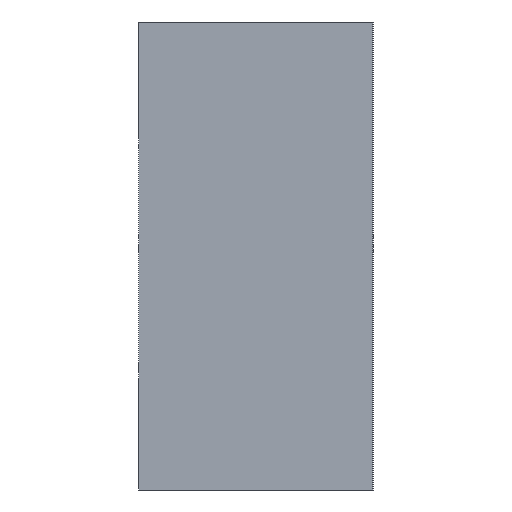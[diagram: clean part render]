
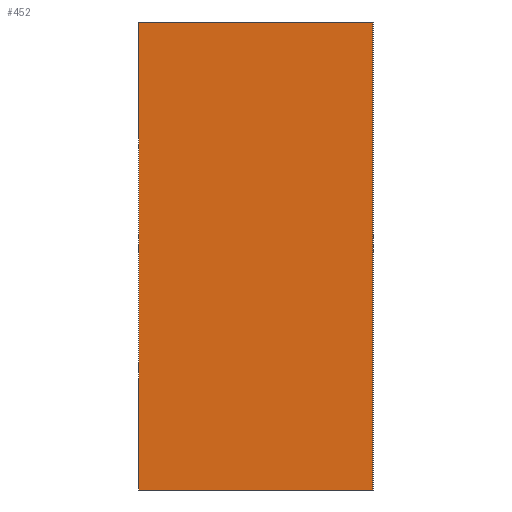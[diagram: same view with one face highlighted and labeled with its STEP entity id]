
A CAD part, left-side view. The second image highlights one B-rep face of the part: STEP entity #452.
In plain terms, the highlighted planar face has unit normal (-1, 0, 0).
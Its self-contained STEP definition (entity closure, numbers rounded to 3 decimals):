
#6 = DIRECTION ( 'NONE',  ( 0., 0., 1. ) ) ;
#80 = LINE ( 'NONE', #584, #901 ) ;
#90 = CARTESIAN_POINT ( 'NONE',  ( 0., 100., 0. ) ) ;
#114 = CARTESIAN_POINT ( 'NONE',  ( 0., 0., 0. ) ) ;
#174 = PLANE ( 'NONE',  #733 ) ;
#264 = ORIENTED_EDGE ( 'NONE', *, *, #852, .T. ) ;
#325 = CARTESIAN_POINT ( 'NONE',  ( 0., 100., -200. ) ) ;
#346 = VERTEX_POINT ( 'NONE', #376 ) ;
#376 = CARTESIAN_POINT ( 'NONE',  ( 0., 0., -200. ) ) ;
#407 = DIRECTION ( 'NONE',  ( 0., -1., 0. ) ) ;
#411 = VERTEX_POINT ( 'NONE', #1097 ) ;
#413 = ORIENTED_EDGE ( 'NONE', *, *, #1134, .F. ) ;
#414 = LINE ( 'NONE', #325, #593 ) ;
#415 = DIRECTION ( 'NONE',  ( 0., 0., -1. ) ) ;
#417 = LINE ( 'NONE', #1138, #672 ) ;
#433 = CARTESIAN_POINT ( 'NONE',  ( 0., 100., -200. ) ) ;
#452 = ADVANCED_FACE ( 'NONE', ( #982 ), #174, .F. ) ;
#511 = ORIENTED_EDGE ( 'NONE', *, *, #556, .F. ) ;
#556 = EDGE_CURVE ( 'NONE', #411, #1039, #417, .T. ) ;
#569 = VERTEX_POINT ( 'NONE', #433 ) ;
#584 = CARTESIAN_POINT ( 'NONE',  ( 0., 100., 0. ) ) ;
#593 = VECTOR ( 'NONE', #407, 1000. ) ;
#630 = VECTOR ( 'NONE', #747, 1000. ) ;
#672 = VECTOR ( 'NONE', #676, 1000. ) ;
#676 = DIRECTION ( 'NONE',  ( 0., -1., 0. ) ) ;
#700 = DIRECTION ( 'NONE',  ( 1., 0., 0. ) ) ;
#733 = AXIS2_PLACEMENT_3D ( 'NONE', #90, #700, #415 ) ;
#747 = DIRECTION ( 'NONE',  ( 0., 0., 1. ) ) ;
#752 = LINE ( 'NONE', #114, #630 ) ;
#852 = EDGE_CURVE ( 'NONE', #569, #346, #414, .T. ) ;
#901 = VECTOR ( 'NONE', #6, 1000. ) ;
#907 = EDGE_LOOP ( 'NONE', ( #911, #511, #413, #264 ) ) ;
#911 = ORIENTED_EDGE ( 'NONE', *, *, #1010, .T. ) ;
#982 = FACE_OUTER_BOUND ( 'NONE', #907, .T. ) ;
#1010 = EDGE_CURVE ( 'NONE', #346, #1039, #752, .T. ) ;
#1026 = CARTESIAN_POINT ( 'NONE',  ( 0., 0., 0. ) ) ;
#1039 = VERTEX_POINT ( 'NONE', #1026 ) ;
#1097 = CARTESIAN_POINT ( 'NONE',  ( 0., 100., 0. ) ) ;
#1134 = EDGE_CURVE ( 'NONE', #569, #411, #80, .T. ) ;
#1138 = CARTESIAN_POINT ( 'NONE',  ( 0., 100., 0. ) ) ;
